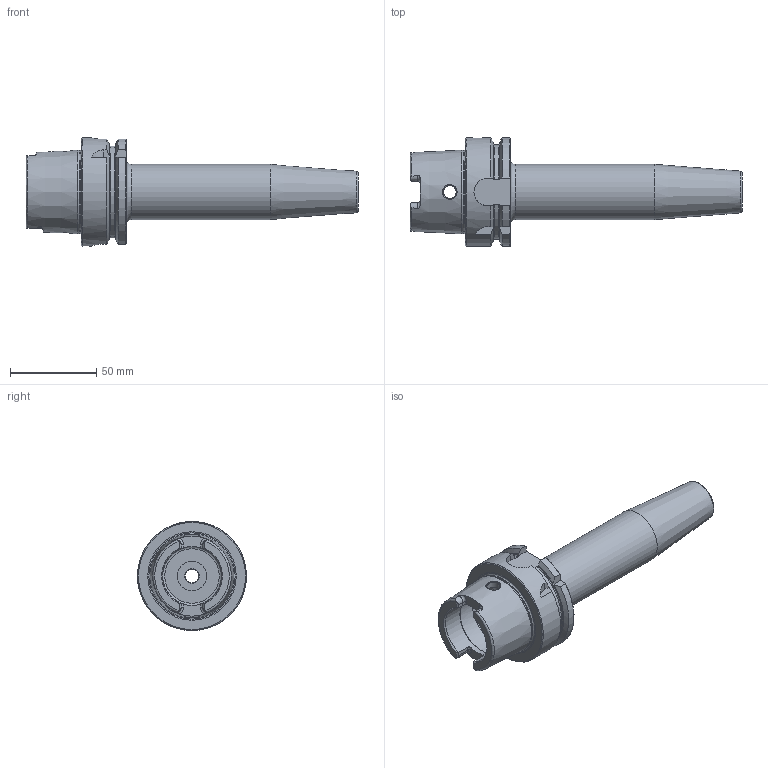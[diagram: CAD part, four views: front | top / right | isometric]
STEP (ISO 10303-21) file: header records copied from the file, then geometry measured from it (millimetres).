
FILE_DESCRIPTION(/* description */ (''),/* implementation_level */ '2;1');
FILE_NAME(/* name */ 'VQ034.stp',/* time_stamp */ '2023-05-25T15:55:40+09:00',/* author */ ('YSH'),/* organization */ (''),/* preprocessor_version */ 'ST-DEVELOPER v18.1',/* originating_system */ 'Autodesk Inventor 2022',/* authorisation */ '');
FILE_SCHEMA (('AUTOMOTIVE_DESIGN { 1 0 10303 214 3 1 1 }'));
Length unit declared in the file: millimetre
Products named in the file (1): LO-HSK63A-SFH12.7-160
Bounding box: 192 x 63 x 63 mm (x, y, z)
Volume: 169022.9 mm3; surface area: 38867.2 mm2
Topology: 1 solids, 1 shells, 118 faces, 313 edges, 203 vertices
Faces by surface type: plane 43, cylinder 35, torus 23, cone 15, bspline 2
Full cylindrical faces by diameter (mm): 7.5 x2, 8 x1, 8.4 x1, 8.917 x1, 10 x1, 12.7 x1, 13.9 x1, 16.917 x1, 19 x1, 32 x1, 34 x2, 40 x1, 48.041 x1, 63 x1
Entity records: 4412 total; most frequent: CARTESIAN_POINT 1461, ORIENTED_EDGE 626, DIRECTION 609, EDGE_CURVE 313, AXIS2_PLACEMENT_3D 251, VERTEX_POINT 203, EDGE_LOOP 130, CIRCLE 126
